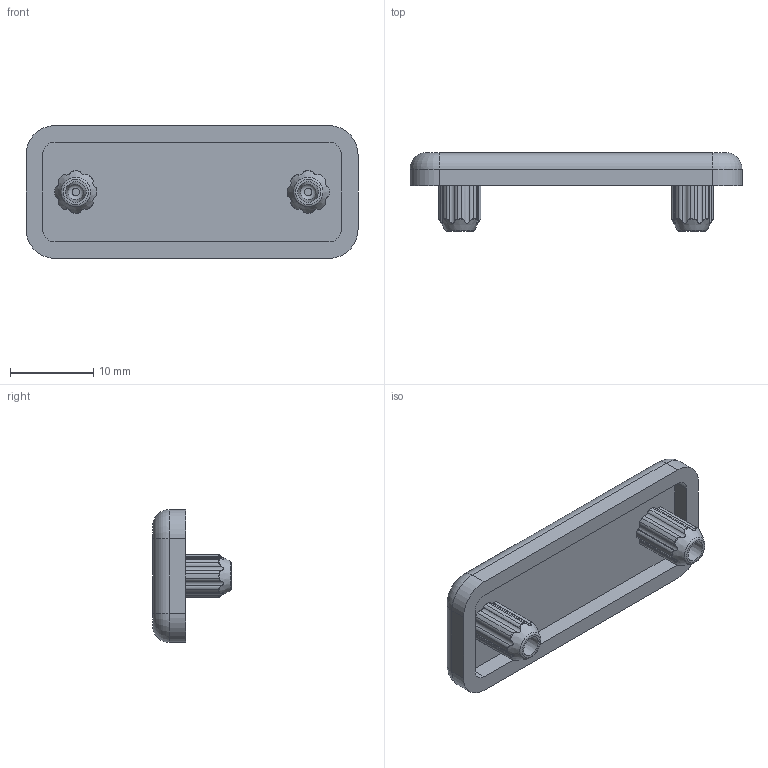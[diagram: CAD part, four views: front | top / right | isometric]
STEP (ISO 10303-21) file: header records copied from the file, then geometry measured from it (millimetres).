
FILE_DESCRIPTION(/* description */ ('STEP AP214'),/* implementation_level */ '2;1');
FILE_NAME(/* name */ '091077(high)',/* time_stamp */ '2025-09-24T11:53:30+02:00',/* author */ ('License CC BY-ND 4.0'),/* organization */ ('CADENAS'),/* preprocessor_version */ 'ST-DEVELOPER v19.3',/* originating_system */ 'PARTsolutions',/* authorisation */ ' ');
FILE_SCHEMA (('AUTOMOTIVE_DESIGN {1 0 10303 214 3 1 1}'));
Length unit declared in the file: millimetre
Products named in the file (1): 091077(high)
Bounding box: 40 x 9.5 x 16 mm (x, y, z)
Volume: 1780.2 mm3; surface area: 2098 mm2
Topology: 1 solids, 1 shells, 135 faces, 372 edges, 244 vertices
Faces by surface type: cylinder 76, plane 31, torus 24, cone 4
Entity records: 4488 total; most frequent: CARTESIAN_POINT 1124, ORIENTED_EDGE 724, DIRECTION 672, EDGE_CURVE 362, AXIS2_PLACEMENT_3D 270, VERTEX_POINT 242, EDGE_LOOP 148, FACE_BOUND 148
